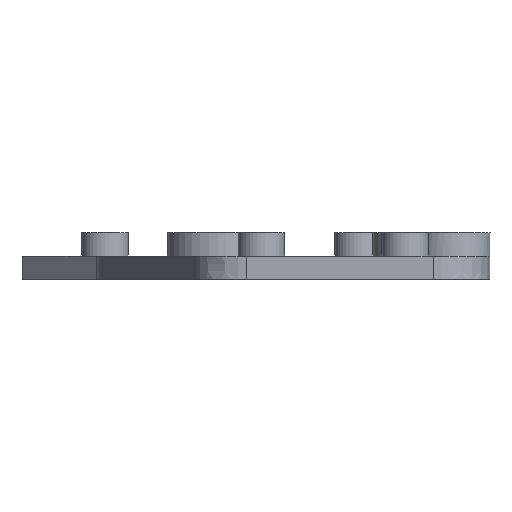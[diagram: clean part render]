
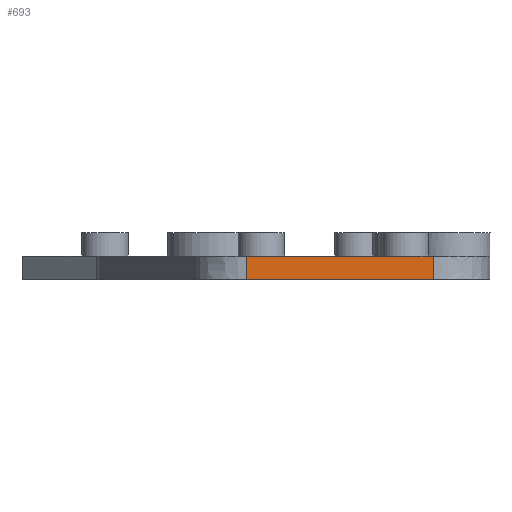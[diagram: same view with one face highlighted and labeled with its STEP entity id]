
A CAD part, left-side view. The second image highlights one B-rep face of the part: STEP entity #693.
In plain terms, the highlighted face is a extrusion surface.
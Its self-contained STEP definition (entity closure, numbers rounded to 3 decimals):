
#146 = VERTEX_POINT('',#147);
#147 = CARTESIAN_POINT('',(-6.199,1.001,0.));
#154 = EDGE_CURVE('',#155,#146,#157,.T.);
#155 = VERTEX_POINT('',#156);
#156 = CARTESIAN_POINT('',(-6.199,25.108,0.));
#157 = B_SPLINE_CURVE_WITH_KNOTS('',1,(#158,#159),.UNSPECIFIED.,.F.,.F.,
  (2,2),(0.,24.107),.PIECEWISE_BEZIER_KNOTS.);
#158 = CARTESIAN_POINT('',(-6.199,25.108,0.));
#159 = CARTESIAN_POINT('',(-6.199,1.001,0.));
#647 = VERTEX_POINT('',#648);
#648 = CARTESIAN_POINT('',(-6.199,25.108,3.));
#655 = EDGE_CURVE('',#155,#647,#656,.T.);
#656 = LINE('',#657,#658);
#657 = CARTESIAN_POINT('',(-6.199,25.108,0.));
#658 = VECTOR('',#659,1.);
#659 = DIRECTION('',(0.,0.,1.));
#693 = ADVANCED_FACE('',(#694),#711,.F.);
#694 = FACE_BOUND('',#695,.F.);
#695 = EDGE_LOOP('',(#696,#697,#704,#710));
#696 = ORIENTED_EDGE('',*,*,#655,.T.);
#697 = ORIENTED_EDGE('',*,*,#698,.T.);
#698 = EDGE_CURVE('',#647,#699,#701,.T.);
#699 = VERTEX_POINT('',#700);
#700 = CARTESIAN_POINT('',(-6.199,1.001,3.));
#701 = B_SPLINE_CURVE_WITH_KNOTS('',1,(#702,#703),.UNSPECIFIED.,.F.,.F.,
  (2,2),(0.,24.107),.PIECEWISE_BEZIER_KNOTS.);
#702 = CARTESIAN_POINT('',(-6.199,25.108,3.));
#703 = CARTESIAN_POINT('',(-6.199,1.001,3.));
#704 = ORIENTED_EDGE('',*,*,#705,.F.);
#705 = EDGE_CURVE('',#146,#699,#706,.T.);
#706 = LINE('',#707,#708);
#707 = CARTESIAN_POINT('',(-6.199,1.001,0.));
#708 = VECTOR('',#709,1.);
#709 = DIRECTION('',(0.,0.,1.));
#710 = ORIENTED_EDGE('',*,*,#154,.F.);
#711 = SURFACE_OF_LINEAR_EXTRUSION('',#712,#715);
#712 = B_SPLINE_CURVE_WITH_KNOTS('',1,(#713,#714),.UNSPECIFIED.,.F.,.F.,
  (2,2),(0.,24.107),.PIECEWISE_BEZIER_KNOTS.);
#713 = CARTESIAN_POINT('',(-6.199,25.108,0.));
#714 = CARTESIAN_POINT('',(-6.199,1.001,0.));
#715 = VECTOR('',#716,1.);
#716 = DIRECTION('',(-0.,-0.,-1.));
